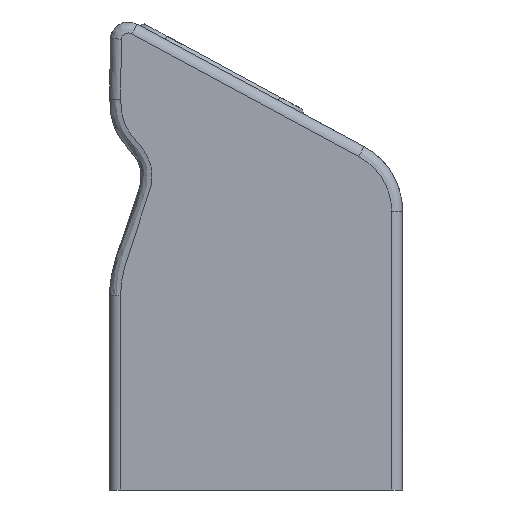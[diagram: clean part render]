
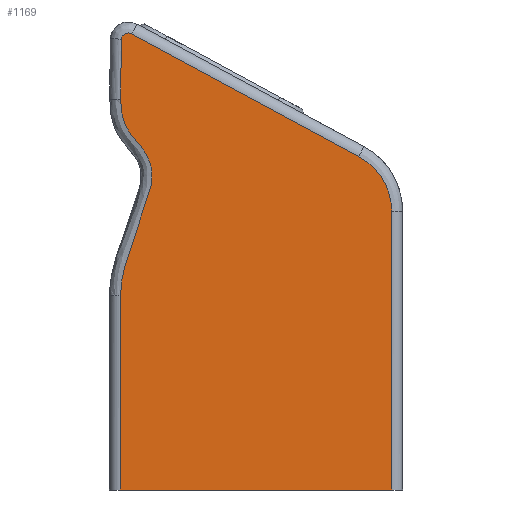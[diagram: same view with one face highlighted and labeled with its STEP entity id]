
A CAD part, front view. The second image highlights one B-rep face of the part: STEP entity #1169.
In plain terms, the highlighted free-form (B-spline) face has degree [1, 1] with [2, 2] control points.
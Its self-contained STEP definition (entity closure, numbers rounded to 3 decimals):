
#144 = CARTESIAN_POINT ( 'NONE',  ( 77., 0., 78.068 ) ) ;
#301 = CARTESIAN_POINT ( 'NONE',  ( 4.676, 0., 100.853 ) ) ;
#368 = CARTESIAN_POINT ( 'NONE',  ( 9.209, 0., 77.099 ) ) ;
#426 = CARTESIAN_POINT ( 'NONE',  ( 6.114, 0., 126.472 ) ) ;
#455 = VERTEX_POINT ( 'NONE', #1145 ) ;
#543 = EDGE_CURVE ( 'NONE', #5175, #9393, #6297, .T. ) ;
#686 = VERTEX_POINT ( 'NONE', #7936 ) ;
#967 = B_SPLINE_CURVE_WITH_KNOTS ( 'NONE', 3,
 ( #7003, #4545, #7660, #5969, #1337, #368, #5655, #5588, #2780, #6742, #10989, #9799, #13052, #301, #9870, #1468, #3902, #3442, #4681 ),
 .UNSPECIFIED., .F., .F.,
 ( 4, 1, 1, 1, 1, 1, 1, 1, 1, 1, 1, 1, 1, 1, 1, 1, 4 ),
 ( 0., 0.409, 0.819, 1.638, 2.457, 2.866, 3.276, 3.685, 4.095, 4.504, 4.709, 4.76, 4.914, 5.119, 5.323, 5.426, 5.733 ),
 .UNSPECIFIED. ) ;
#1145 = CARTESIAN_POINT ( 'NONE',  ( 3.02, 0., 54.983 ) ) ;
#1169 = ADVANCED_FACE ( 'NONE', ( #1637 ), #6821, .T. ) ;
#1192 = CARTESIAN_POINT ( 'NONE',  ( 3.131, 0., 108.654 ) ) ;
#1254 = CARTESIAN_POINT ( 'NONE',  ( 77., 0., 78.068 ) ) ;
#1310 = ORIENTED_EDGE ( 'NONE', *, *, #543, .F. ) ;
#1337 = CARTESIAN_POINT ( 'NONE',  ( 6.741, 0., 70.861 ) ) ;
#1421 = CARTESIAN_POINT ( 'NONE',  ( 68.075, 0., 93.028 ) ) ;
#1468 = CARTESIAN_POINT ( 'NONE',  ( 3.502, 0., 104.239 ) ) ;
#1486 = CARTESIAN_POINT ( 'NONE',  ( 3.344, 0., 126.041 ) ) ;
#1637 = FACE_OUTER_BOUND ( 'NONE', #7416, .T. ) ;
#1648 = CARTESIAN_POINT ( 'NONE',  ( 77., 0., 2. ) ) ;
#1670 = CARTESIAN_POINT ( 'NONE',  ( 6.114, 0., 126.472 ) ) ;
#2015 = VERTEX_POINT ( 'NONE', #1192 ) ;
#2099 = ORIENTED_EDGE ( 'NONE', *, *, #6568, .F. ) ;
#2429 = CARTESIAN_POINT ( 'NONE',  ( 77.01, 0., 1.99 ) ) ;
#2780 = CARTESIAN_POINT ( 'NONE',  ( 11.556, 0., 90.497 ) ) ;
#3105 = VERTEX_POINT ( 'NONE', #1670 ) ;
#3392 = ORIENTED_EDGE ( 'NONE', *, *, #9190, .F. ) ;
#3442 = CARTESIAN_POINT ( 'NONE',  ( 3.128, 0., 107.63 ) ) ;
#3528 = CARTESIAN_POINT ( 'NONE',  ( 6.114, 0., 126.472 ) ) ;
#3902 = CARTESIAN_POINT ( 'NONE',  ( 3.19, 0., 106.264 ) ) ;
#4208 = CARTESIAN_POINT ( 'NONE',  ( 3.187, 0., 125.016 ) ) ;
#4362 = VERTEX_POINT ( 'NONE', #10846 ) ;
#4389 = EDGE_CURVE ( 'NONE', #4362, #455, #10107, .T. ) ;
#4545 = CARTESIAN_POINT ( 'NONE',  ( 3.021, 0., 56.348 ) ) ;
#4681 = CARTESIAN_POINT ( 'NONE',  ( 3.131, 0., 108.654 ) ) ;
#4741 = CARTESIAN_POINT ( 'NONE',  ( 3.001, 0., 2. ) ) ;
#4924 = CARTESIAN_POINT ( 'NONE',  ( 3.001, 0., 2. ) ) ;
#5175 = VERTEX_POINT ( 'NONE', #12509 ) ;
#5588 = CARTESIAN_POINT ( 'NONE',  ( 11.697, 0., 86.349 ) ) ;
#5634 = B_SPLINE_CURVE_WITH_KNOTS ( 'NONE', 1,
 ( #13679, #4208 ),
 .UNSPECIFIED., .F., .F.,
 ( 2, 2 ),
 ( 2.184, 3.82 ),
 .UNSPECIFIED. ) ;
#5655 = CARTESIAN_POINT ( 'NONE',  ( 10.885, 0., 82.318 ) ) ;
#5735 = CARTESIAN_POINT ( 'NONE',  ( 77., 0., 78.068 ) ) ;
#5871 = CARTESIAN_POINT ( 'NONE',  ( 3.187, 0., 125.016 ) ) ;
#5969 = CARTESIAN_POINT ( 'NONE',  ( 4.472, 0., 64.403 ) ) ;
#6297 =( BOUNDED_CURVE ( )  B_SPLINE_CURVE ( 2, ( #1421, #9741, #5735 ),
 .UNSPECIFIED., .F., .T. ) 
 B_SPLINE_CURVE_WITH_KNOTS ( ( 3, 3 ),
 ( -0.538, 0.538 ),
 .UNSPECIFIED. ) 
 CURVE ( )  GEOMETRIC_REPRESENTATION_ITEM ( )  RATIONAL_B_SPLINE_CURVE ( ( 1., 0.859, 1. ) ) 
 REPRESENTATION_ITEM ( '' )  );
#6568 = EDGE_CURVE ( 'NONE', #9393, #686, #9984, .T. ) ;
#6742 = CARTESIAN_POINT ( 'NONE',  ( 9.883, 0., 94.319 ) ) ;
#6821 = B_SPLINE_SURFACE_WITH_KNOTS ( 'NONE', 1, 1, ( 
 ( #11090, #2429 ),
 ( #10886, #7959 ) ),
 .UNSPECIFIED., .F., .F., .F.,
 ( 2, 2 ),
 ( 2, 2 ),
 ( -3.701, 3.701 ),
 ( -6.212, 6.287 ),
 .UNSPECIFIED. ) ;
#7003 = CARTESIAN_POINT ( 'NONE',  ( 3.02, 0., 54.983 ) ) ;
#7333 = B_SPLINE_CURVE_WITH_KNOTS ( 'NONE', 1,
 ( #4924, #1648 ),
 .UNSPECIFIED., .F., .F.,
 ( 2, 2 ),
 ( -3.7, 3.7 ),
 .UNSPECIFIED. ) ;
#7416 = EDGE_LOOP ( 'NONE', ( #12531, #2099, #1310, #3392, #11844, #13337, #12434, #7482 ) ) ;
#7424 = EDGE_CURVE ( 'NONE', #4362, #686, #7333, .T. ) ;
#7482 = ORIENTED_EDGE ( 'NONE', *, *, #4389, .F. ) ;
#7660 = CARTESIAN_POINT ( 'NONE',  ( 3.274, 0., 59.097 ) ) ;
#7919 = B_SPLINE_CURVE_WITH_KNOTS ( 'NONE', 1,
 ( #426, #8046 ),
 .UNSPECIFIED., .F., .F.,
 ( 2, 2 ),
 ( -2.954, 4.087 ),
 .UNSPECIFIED. ) ;
#7936 = CARTESIAN_POINT ( 'NONE',  ( 77., 0., 2. ) ) ;
#7959 = CARTESIAN_POINT ( 'NONE',  ( 2.991, 0., 1.99 ) ) ;
#8046 = CARTESIAN_POINT ( 'NONE',  ( 68.075, 0., 93.028 ) ) ;
#8854 = CARTESIAN_POINT ( 'NONE',  ( 5.201, 0., 126.965 ) ) ;
#9043 = CARTESIAN_POINT ( 'NONE',  ( 4.273, 0., 126.503 ) ) ;
#9190 = EDGE_CURVE ( 'NONE', #3105, #5175, #7919, .T. ) ;
#9393 = VERTEX_POINT ( 'NONE', #1254 ) ;
#9741 = CARTESIAN_POINT ( 'NONE',  ( 77., 0., 88.21 ) ) ;
#9799 = CARTESIAN_POINT ( 'NONE',  ( 6.204, 0., 98.593 ) ) ;
#9870 = CARTESIAN_POINT ( 'NONE',  ( 3.921, 0., 102.581 ) ) ;
#9984 = B_SPLINE_CURVE_WITH_KNOTS ( 'NONE', 1,
 ( #144, #11713 ),
 .UNSPECIFIED., .F., .F.,
 ( 2, 2 ),
 ( -0.661, 6.946 ),
 .UNSPECIFIED. ) ;
#10107 = B_SPLINE_CURVE_WITH_KNOTS ( 'NONE', 1,
 ( #4741, #12139 ),
 .UNSPECIFIED., .F., .F.,
 ( 2, 2 ),
 ( -3.043, 2.255 ),
 .UNSPECIFIED. ) ;
#10846 = CARTESIAN_POINT ( 'NONE',  ( 3.001, 0., 2. ) ) ;
#10886 = CARTESIAN_POINT ( 'NONE',  ( 2.991, 0., 126.975 ) ) ;
#10989 = CARTESIAN_POINT ( 'NONE',  ( 7.621, 0., 96.893 ) ) ;
#11090 = CARTESIAN_POINT ( 'NONE',  ( 77.01, 0., 126.975 ) ) ;
#11161 = EDGE_CURVE ( 'NONE', #13581, #3105, #11933, .T. ) ;
#11514 = EDGE_CURVE ( 'NONE', #2015, #13581, #5634, .T. ) ;
#11595 = EDGE_CURVE ( 'NONE', #455, #2015, #967, .T. ) ;
#11713 = CARTESIAN_POINT ( 'NONE',  ( 77., 0., 2. ) ) ;
#11844 = ORIENTED_EDGE ( 'NONE', *, *, #11161, .F. ) ;
#11933 =( BOUNDED_CURVE ( )  B_SPLINE_CURVE ( 2, ( #5871, #1486, #9043, #8854, #3528 ),
 .UNSPECIFIED., .F., .T. ) 
 B_SPLINE_CURVE_WITH_KNOTS ( ( 3, 2, 3 ),
 ( -0.929, 0.027, 0.984 ),
 .UNSPECIFIED. ) 
 CURVE ( )  GEOMETRIC_REPRESENTATION_ITEM ( )  RATIONAL_B_SPLINE_CURVE ( ( 1., 0.888, 1., 0.888, 1. ) ) 
 REPRESENTATION_ITEM ( '' )  );
#12139 = CARTESIAN_POINT ( 'NONE',  ( 3.02, 0., 54.983 ) ) ;
#12434 = ORIENTED_EDGE ( 'NONE', *, *, #11595, .F. ) ;
#12509 = CARTESIAN_POINT ( 'NONE',  ( 68.075, 0., 93.028 ) ) ;
#12531 = ORIENTED_EDGE ( 'NONE', *, *, #7424, .T. ) ;
#13052 = CARTESIAN_POINT ( 'NONE',  ( 5.404, 0., 99.697 ) ) ;
#13337 = ORIENTED_EDGE ( 'NONE', *, *, #11514, .F. ) ;
#13581 = VERTEX_POINT ( 'NONE', #13597 ) ;
#13597 = CARTESIAN_POINT ( 'NONE',  ( 3.187, 0., 125.016 ) ) ;
#13679 = CARTESIAN_POINT ( 'NONE',  ( 3.131, 0., 108.654 ) ) ;
